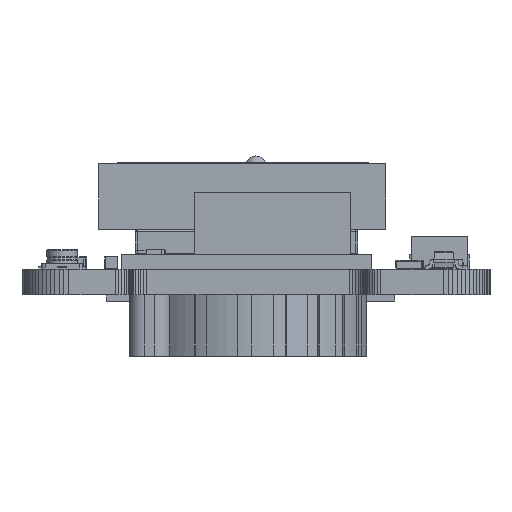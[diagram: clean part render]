
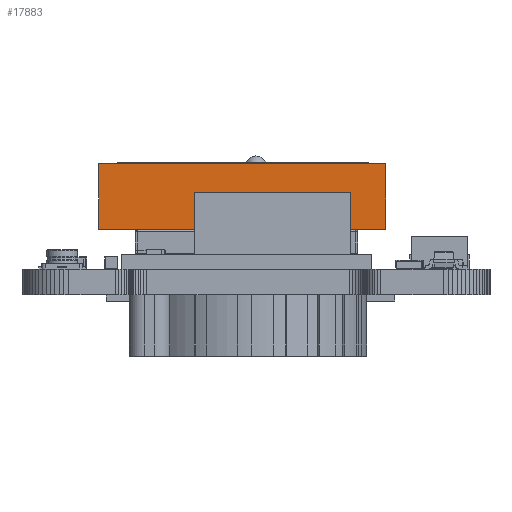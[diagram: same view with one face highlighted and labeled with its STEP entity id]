
A CAD part, left-side view. The second image highlights one B-rep face of the part: STEP entity #17883.
In plain terms, the highlighted planar face has unit normal (-1, 0, 0).
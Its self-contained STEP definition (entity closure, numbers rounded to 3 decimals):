
#17751 = VERTEX_POINT('',#17752);
#17752 = CARTESIAN_POINT('',(-9.2,0.,-9.2));
#17758 = EDGE_CURVE('',#17751,#17759,#17761,.T.);
#17759 = VERTEX_POINT('',#17760);
#17760 = CARTESIAN_POINT('',(-9.2,0.,9.2));
#17761 = LINE('',#17762,#17763);
#17762 = CARTESIAN_POINT('',(-9.2,0.,-9.2));
#17763 = VECTOR('',#17764,1.);
#17764 = DIRECTION('',(0.,0.,1.));
#17864 = EDGE_CURVE('',#17759,#17865,#17867,.T.);
#17865 = VERTEX_POINT('',#17866);
#17866 = CARTESIAN_POINT('',(-9.2,4.2,9.2));
#17867 = LINE('',#17868,#17869);
#17868 = CARTESIAN_POINT('',(-9.2,0.,9.2));
#17869 = VECTOR('',#17870,1.);
#17870 = DIRECTION('',(0.,1.,0.));
#17883 = ADVANCED_FACE('',(#17884),#17902,.T.);
#17884 = FACE_BOUND('',#17885,.F.);
#17885 = EDGE_LOOP('',(#17886,#17887,#17895,#17901));
#17886 = ORIENTED_EDGE('',*,*,#17758,.F.);
#17887 = ORIENTED_EDGE('',*,*,#17888,.T.);
#17888 = EDGE_CURVE('',#17751,#17889,#17891,.T.);
#17889 = VERTEX_POINT('',#17890);
#17890 = CARTESIAN_POINT('',(-9.2,4.2,-9.2));
#17891 = LINE('',#17892,#17893);
#17892 = CARTESIAN_POINT('',(-9.2,0.,-9.2));
#17893 = VECTOR('',#17894,1.);
#17894 = DIRECTION('',(0.,1.,0.));
#17895 = ORIENTED_EDGE('',*,*,#17896,.T.);
#17896 = EDGE_CURVE('',#17889,#17865,#17897,.T.);
#17897 = LINE('',#17898,#17899);
#17898 = CARTESIAN_POINT('',(-9.2,4.2,-9.2));
#17899 = VECTOR('',#17900,1.);
#17900 = DIRECTION('',(0.,0.,1.));
#17901 = ORIENTED_EDGE('',*,*,#17864,.F.);
#17902 = PLANE('',#17903);
#17903 = AXIS2_PLACEMENT_3D('',#17904,#17905,#17906);
#17904 = CARTESIAN_POINT('',(-9.2,0.,-9.2));
#17905 = DIRECTION('',(-1.,0.,0.));
#17906 = DIRECTION('',(0.,0.,1.));
